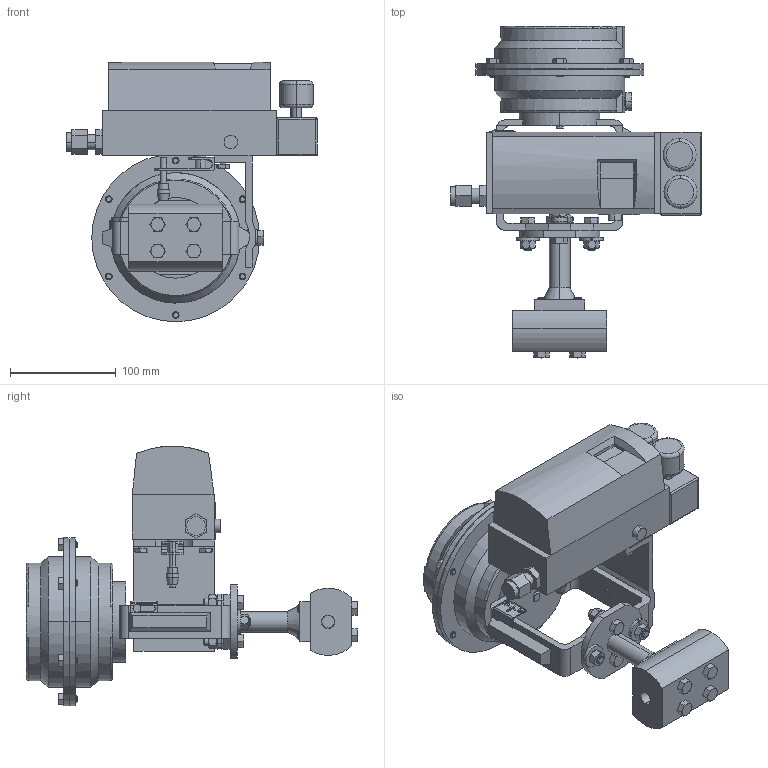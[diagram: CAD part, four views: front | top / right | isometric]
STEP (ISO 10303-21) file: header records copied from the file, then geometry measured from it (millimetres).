
FILE_DESCRIPTION (( 'STEP AP203' ), '1' );
FILE_NAME ('708SP-025-CB+HC+SB-PT-14M-16IQ.STEP', '2017-09-14T11:36:17', ( '' ), ( '' ), 'SwSTEP 2.0', 'SolidWorks 2014', '' );
FILE_SCHEMA (( 'CONFIG_CONTROL_DESIGN' ));
Length unit declared in the file: inch
Products named in the file (1): 708SP-025-CB+HC+SB-PT-14M-16IQ
Bounding box: 236.54 x 313.87 x 245.46 mm (x, y, z)
Volume: 2687348.6 mm3; surface area: 256397.4 mm2
Topology: 1 solids, 1 shells, 861 faces, 2082 edges, 1299 vertices
Faces by surface type: plane 406, cone 187, cylinder 178, bspline 62, torus 26, sphere 2
Entity records: 32655 total; most frequent: CARTESIAN_POINT 13116, ORIENTED_EDGE 4156, DIRECTION 3813, EDGE_CURVE 2078, AXIS2_PLACEMENT_3D 1395, VERTEX_POINT 1299, VECTOR 1023, LINE 1023
